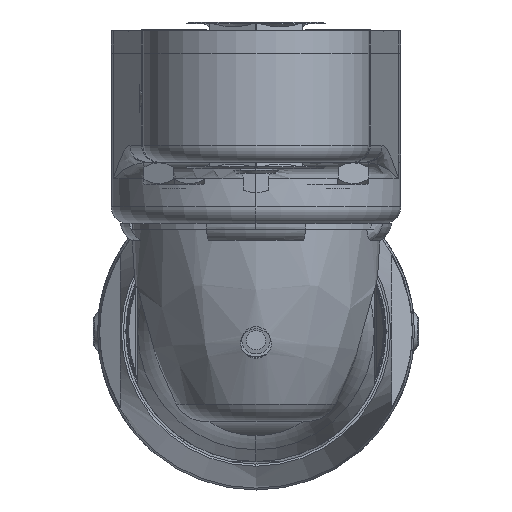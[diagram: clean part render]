
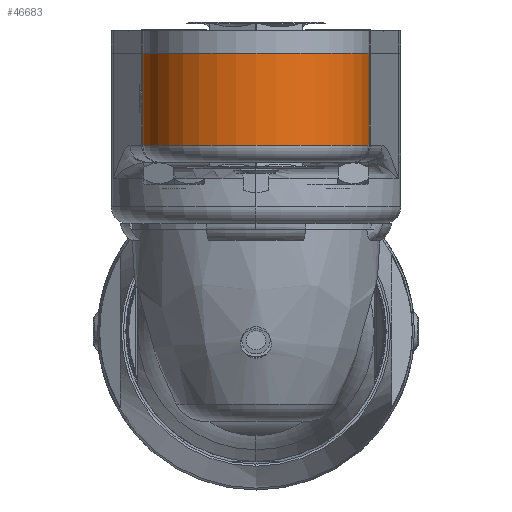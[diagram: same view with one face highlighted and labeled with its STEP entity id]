
A CAD part, left-side view. The second image highlights one B-rep face of the part: STEP entity #46683.
In plain terms, the highlighted cylindrical face has radius 15.875 mm (diameter 31.75 mm), a partial arc.
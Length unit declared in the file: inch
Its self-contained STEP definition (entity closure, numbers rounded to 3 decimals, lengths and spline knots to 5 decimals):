
#46135=DIRECTION('',(0.,0.,1.));
#46136=VECTOR('',#46135,0.5075);
#46137=CARTESIAN_POINT('',(-8.4998,0.625,1.028));
#46138=LINE('',#46137,#46136);
#46139=CARTESIAN_POINT('',(-8.4998,0.,1.5355));
#46140=DIRECTION('',(0.,0.,1.));
#46141=DIRECTION('',(0.,1.,0.));
#46142=AXIS2_PLACEMENT_3D('',#46139,#46140,#46141);
#46144=DIRECTION('',(0.,0.,1.));
#46145=VECTOR('',#46144,0.5075);
#46146=CARTESIAN_POINT('',(-8.4998,-0.625,1.028));
#46147=LINE('',#46146,#46145);
#46370=CARTESIAN_POINT('',(-8.4998,0.,1.028));
#46371=DIRECTION('',(0.,0.,-1.));
#46372=DIRECTION('',(0.,-1.,0.));
#46373=AXIS2_PLACEMENT_3D('',#46370,#46371,#46372);
#46491=CARTESIAN_POINT('',(-8.4998,0.625,1.5355));
#46492=CARTESIAN_POINT('',(-8.4998,-0.625,1.5355));
#46493=VERTEX_POINT('',#46491);
#46494=VERTEX_POINT('',#46492);
#46528=CARTESIAN_POINT('',(-8.4998,0.625,1.028));
#46529=VERTEX_POINT('',#46528);
#46532=CARTESIAN_POINT('',(-8.4998,-0.625,1.028));
#46533=VERTEX_POINT('',#46532);
#46668=CARTESIAN_POINT('',(-8.4998,0.,0.935));
#46669=DIRECTION('',(0.,0.,1.));
#46670=DIRECTION('',(1.,0.,0.));
#46671=AXIS2_PLACEMENT_3D('',#46668,#46669,#46670);
#46672=CYLINDRICAL_SURFACE('',#46671,0.625);
#46674=ORIENTED_EDGE('',*,*,#46673,.T.);
#46676=ORIENTED_EDGE('',*,*,#46675,.T.);
#46678=ORIENTED_EDGE('',*,*,#46677,.T.);
#46680=ORIENTED_EDGE('',*,*,#46679,.F.);
#46681=EDGE_LOOP('',(#46674,#46676,#46678,#46680));
#46682=FACE_OUTER_BOUND('',#46681,.F.);
#46683=ADVANCED_FACE('',(#46682),#46672,.T.);
#46143=CIRCLE('',#46142,0.625);
#46374=CIRCLE('',#46373,0.625);
#46673=EDGE_CURVE('',#46533,#46529,#46374,.T.);
#46675=EDGE_CURVE('',#46529,#46493,#46138,.T.);
#46677=EDGE_CURVE('',#46493,#46494,#46143,.T.);
#46679=EDGE_CURVE('',#46533,#46494,#46147,.T.);
